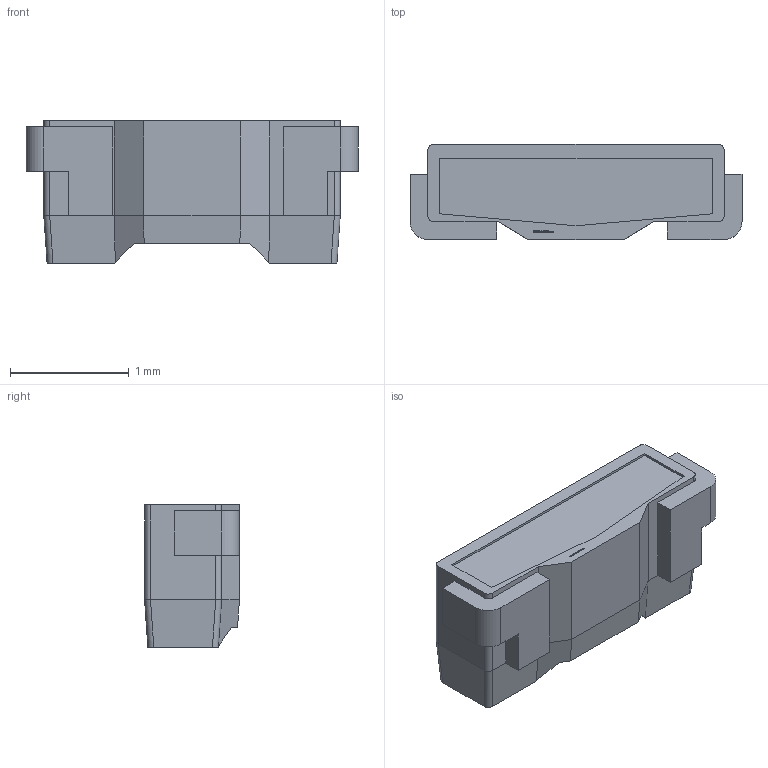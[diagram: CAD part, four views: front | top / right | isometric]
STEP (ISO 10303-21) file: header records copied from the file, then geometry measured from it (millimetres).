
FILE_DESCRIPTION (( 'STEP AP214' ), '1' );
FILE_NAME ('AA2810A.STEP', '2009-12-31T16:33:38', ( '' ), ( '' ), 'SwSTEP 2.0', 'SolidWorks 2008', '' );
FILE_SCHEMA (( 'AUTOMOTIVE_DESIGN' ));
Length unit declared in the file: millimetre
Products named in the file (1): AA2810A
Bounding box: 2.8 x 0.8 x 1.2 mm (x, y, z)
Volume: 2.1 mm3; surface area: 17.5 mm2
Topology: 4 solids, 4 shells, 345 faces, 924 edges, 616 vertices
Faces by surface type: plane 217, bspline 116, cylinder 12
Entity records: 19865 total; most frequent: CARTESIAN_POINT 8298, ORIENTED_EDGE 1848, DIRECTION 1160, EDGE_CURVE 924, LINE 668, VECTOR 668, VERTEX_POINT 616, EDGE_LOOP 374
